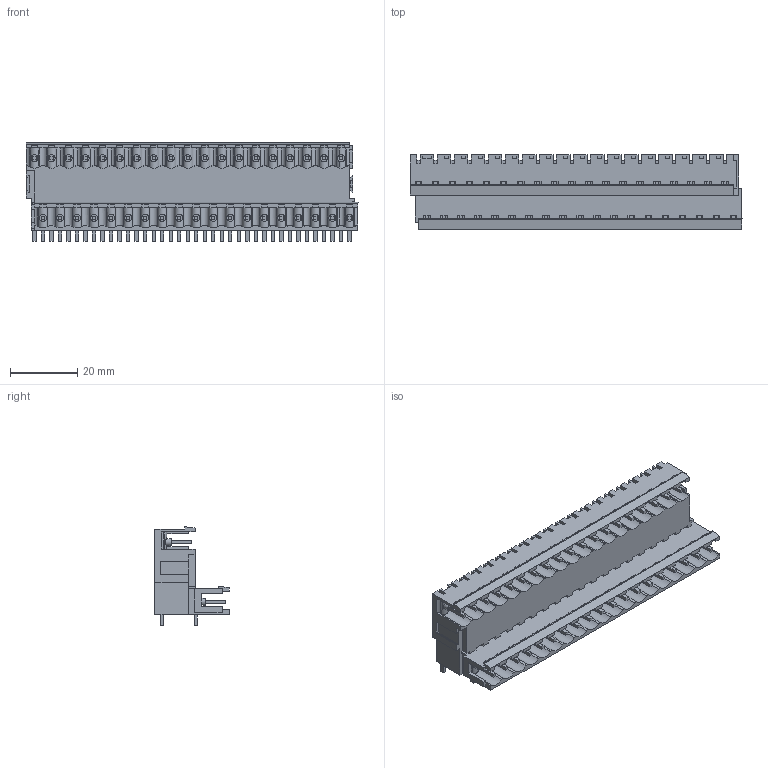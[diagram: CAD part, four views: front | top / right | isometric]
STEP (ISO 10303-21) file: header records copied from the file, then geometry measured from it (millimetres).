
FILE_DESCRIPTION(('CATIA V5R22 STEP214','CAx-IF Rec.Pracs.--- Model Styling and Organization---1.4--- 2014-01-23'),'2;1');
FILE_NAME ('D1454945_1_1725340000_1725340000.stp','2023-03-17T12:52:05+00:00',('none'),('Weidmueller'),'CATIA Version 5-6 Release 2016 SP3 HF44','CATIA V5 STEP AP214','none');
FILE_SCHEMA(('AUTOMOTIVE_DESIGN { 1 0 10303 214 1 1 1 1 }'));
Products named in the file (1): 1725340000
Bounding box: 99.06 x 22.16 x 29.41 mm (x, y, z)
Volume: 22570.2 mm3; surface area: 25778.4 mm2
Topology: 39 solids, 39 shells, 1439 faces, 4642 edges, 3168 vertices
Faces by surface type: plane 1169, cylinder 270
Entity records: 50726 total; most frequent: CARTESIAN_POINT 12784, ORIENTED_EDGE 9284, DIRECTION 5793, EDGE_CURVE 4642, VECTOR 3794, LINE 3794, VERTEX_POINT 3168, EDGE_LOOP 1516
